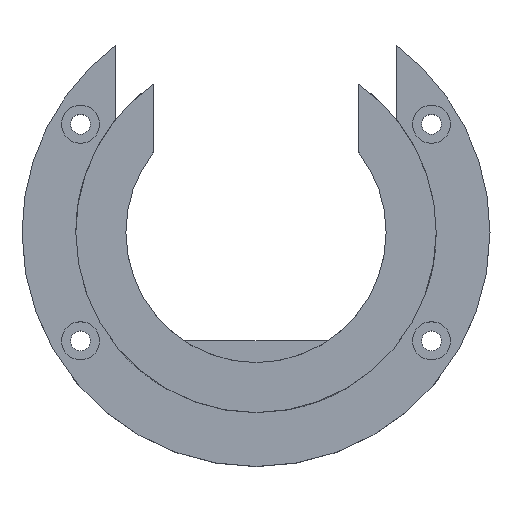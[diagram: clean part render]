
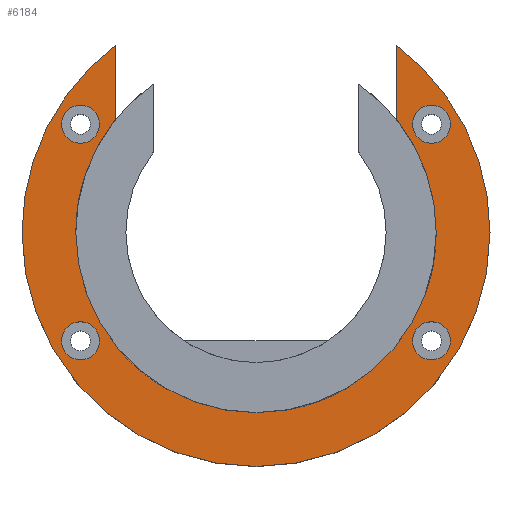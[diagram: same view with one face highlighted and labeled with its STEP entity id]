
A CAD part, top view. The second image highlights one B-rep face of the part: STEP entity #6184.
In plain terms, the highlighted planar face has unit normal (0, 0, 1).
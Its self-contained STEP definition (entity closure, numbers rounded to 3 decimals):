
#76 = EDGE_LOOP ( 'NONE', ( #5761, #4347 ) ) ;
#102 = EDGE_CURVE ( 'NONE', #3236, #5454, #3534, .T. ) ;
#116 = ORIENTED_EDGE ( 'NONE', *, *, #3222, .F. ) ;
#160 = CARTESIAN_POINT ( 'NONE',  ( 0., 0., 14.5 ) ) ;
#166 = DIRECTION ( 'NONE',  ( 1., 0., 0. ) ) ;
#174 = VERTEX_POINT ( 'NONE', #747 ) ;
#262 = DIRECTION ( 'NONE',  ( 1., 0., 0. ) ) ;
#558 = AXIS2_PLACEMENT_3D ( 'NONE', #2563, #6983, #2026 ) ;
#624 = ORIENTED_EDGE ( 'NONE', *, *, #7023, .T. ) ;
#641 = CARTESIAN_POINT ( 'NONE',  ( 30., -18.508, 14.5 ) ) ;
#673 = CARTESIAN_POINT ( 'NONE',  ( -26.75, -18.508, 14.5 ) ) ;
#676 = VERTEX_POINT ( 'NONE', #6572 ) ;
#747 = CARTESIAN_POINT ( 'NONE',  ( 24., 19.304, 14.5 ) ) ;
#794 = VERTEX_POINT ( 'NONE', #4387 ) ;
#862 = CIRCLE ( 'NONE', #5335, 30.8 ) ;
#880 = CARTESIAN_POINT ( 'NONE',  ( 26.75, 18.508, 14.5 ) ) ;
#881 = CARTESIAN_POINT ( 'NONE',  ( -30., 18.508, 14.5 ) ) ;
#890 = CIRCLE ( 'NONE', #5484, 3.25 ) ;
#940 = EDGE_CURVE ( 'NONE', #4396, #3701, #890, .T. ) ;
#954 = DIRECTION ( 'NONE',  ( 0., 0., 1. ) ) ;
#1003 = CIRCLE ( 'NONE', #5026, 3.25 ) ;
#1068 = DIRECTION ( 'NONE',  ( 1., 0., 0. ) ) ;
#1186 = LINE ( 'NONE', #6590, #6884 ) ;
#1253 = ORIENTED_EDGE ( 'NONE', *, *, #3706, .F. ) ;
#1296 = EDGE_LOOP ( 'NONE', ( #3144, #116 ) ) ;
#1483 = ORIENTED_EDGE ( 'NONE', *, *, #4063, .T. ) ;
#1496 = AXIS2_PLACEMENT_3D ( 'NONE', #2902, #3913, #6191 ) ;
#1542 = EDGE_CURVE ( 'NONE', #174, #676, #1186, .T. ) ;
#1576 = AXIS2_PLACEMENT_3D ( 'NONE', #6808, #3518, #6776 ) ;
#1606 = CARTESIAN_POINT ( 'NONE',  ( -40., 0., 14.5 ) ) ;
#1641 = CARTESIAN_POINT ( 'NONE',  ( -24., 32., 14.5 ) ) ;
#1656 = FACE_BOUND ( 'NONE', #4359, .T. ) ;
#1713 = DIRECTION ( 'NONE',  ( 1., 0., 0. ) ) ;
#1736 = VERTEX_POINT ( 'NONE', #1606 ) ;
#1849 = AXIS2_PLACEMENT_3D ( 'NONE', #1986, #954, #4087 ) ;
#1945 = CARTESIAN_POINT ( 'NONE',  ( 33.25, 18.508, 14.5 ) ) ;
#1960 = LINE ( 'NONE', #4161, #2843 ) ;
#1969 = VERTEX_POINT ( 'NONE', #1641 ) ;
#1986 = CARTESIAN_POINT ( 'NONE',  ( 30., 18.508, 14.5 ) ) ;
#1999 = CIRCLE ( 'NONE', #2811, 40. ) ;
#2026 = DIRECTION ( 'NONE',  ( 1., 0., 0. ) ) ;
#2185 = FACE_BOUND ( 'NONE', #1296, .T. ) ;
#2226 = CIRCLE ( 'NONE', #4653, 30.8 ) ;
#2239 = DIRECTION ( 'NONE',  ( 0., 0., 1. ) ) ;
#2245 = EDGE_CURVE ( 'NONE', #794, #6759, #2844, .T. ) ;
#2284 = EDGE_CURVE ( 'NONE', #7130, #5882, #5614, .T. ) ;
#2302 = ORIENTED_EDGE ( 'NONE', *, *, #4625, .F. ) ;
#2317 = DIRECTION ( 'NONE',  ( 0., 0., 1. ) ) ;
#2338 = ORIENTED_EDGE ( 'NONE', *, *, #7108, .T. ) ;
#2374 = EDGE_LOOP ( 'NONE', ( #4779, #5655 ) ) ;
#2389 = CARTESIAN_POINT ( 'NONE',  ( 0., 0., 14.5 ) ) ;
#2414 = CARTESIAN_POINT ( 'NONE',  ( -24., 19.304, 14.5 ) ) ;
#2517 = CARTESIAN_POINT ( 'NONE',  ( 40., 0., 14.5 ) ) ;
#2526 = CARTESIAN_POINT ( 'NONE',  ( 26.75, -18.508, 14.5 ) ) ;
#2563 = CARTESIAN_POINT ( 'NONE',  ( 0., 0., 14.5 ) ) ;
#2681 = EDGE_CURVE ( 'NONE', #5454, #3236, #4945, .T. ) ;
#2807 = AXIS2_PLACEMENT_3D ( 'NONE', #3320, #5515, #4466 ) ;
#2811 = AXIS2_PLACEMENT_3D ( 'NONE', #6661, #2317, #1713 ) ;
#2828 = DIRECTION ( 'NONE',  ( 0., 0., 1. ) ) ;
#2843 = VECTOR ( 'NONE', #5343, 1000. ) ;
#2844 = CIRCLE ( 'NONE', #1576, 30.8 ) ;
#2902 = CARTESIAN_POINT ( 'NONE',  ( 30., -18.508, 14.5 ) ) ;
#2934 = AXIS2_PLACEMENT_3D ( 'NONE', #641, #2828, #166 ) ;
#2935 = DIRECTION ( 'NONE',  ( 1., 0., 0. ) ) ;
#3002 = DIRECTION ( 'NONE',  ( 0., 0., 1. ) ) ;
#3059 = VERTEX_POINT ( 'NONE', #2517 ) ;
#3087 = CIRCLE ( 'NONE', #558, 40. ) ;
#3105 = CIRCLE ( 'NONE', #5397, 3.25 ) ;
#3144 = ORIENTED_EDGE ( 'NONE', *, *, #940, .F. ) ;
#3222 = EDGE_CURVE ( 'NONE', #3701, #4396, #3105, .T. ) ;
#3236 = VERTEX_POINT ( 'NONE', #880 ) ;
#3288 = VERTEX_POINT ( 'NONE', #4333 ) ;
#3300 = ORIENTED_EDGE ( 'NONE', *, *, #4714, .F. ) ;
#3320 = CARTESIAN_POINT ( 'NONE',  ( 0., 0., 14.5 ) ) ;
#3339 = CARTESIAN_POINT ( 'NONE',  ( -30.8, 0., 14.5 ) ) ;
#3345 = ORIENTED_EDGE ( 'NONE', *, *, #3573, .T. ) ;
#3511 = DIRECTION ( 'NONE',  ( 1., 0., 0. ) ) ;
#3518 = DIRECTION ( 'NONE',  ( 0., 0., -1. ) ) ;
#3534 = CIRCLE ( 'NONE', #3878, 3.25 ) ;
#3566 = DIRECTION ( 'NONE',  ( 1., 0., 0. ) ) ;
#3573 = EDGE_CURVE ( 'NONE', #1969, #1736, #3087, .T. ) ;
#3611 = DIRECTION ( 'NONE',  ( 1., 0., 0. ) ) ;
#3620 = AXIS2_PLACEMENT_3D ( 'NONE', #160, #4048, #2935 ) ;
#3701 = VERTEX_POINT ( 'NONE', #4699 ) ;
#3706 = EDGE_CURVE ( 'NONE', #1969, #4418, #1960, .T. ) ;
#3843 = DIRECTION ( 'NONE',  ( 0., 1., 0. ) ) ;
#3854 = PLANE ( 'NONE',  #2807 ) ;
#3878 = AXIS2_PLACEMENT_3D ( 'NONE', #3949, #2239, #4021 ) ;
#3886 = ORIENTED_EDGE ( 'NONE', *, *, #1542, .F. ) ;
#3913 = DIRECTION ( 'NONE',  ( 0., 0., 1. ) ) ;
#3949 = CARTESIAN_POINT ( 'NONE',  ( 30., 18.508, 14.5 ) ) ;
#3995 = VERTEX_POINT ( 'NONE', #5490 ) ;
#4021 = DIRECTION ( 'NONE',  ( 1., 0., 0. ) ) ;
#4048 = DIRECTION ( 'NONE',  ( 0., 0., 1. ) ) ;
#4063 = EDGE_CURVE ( 'NONE', #174, #794, #862, .T. ) ;
#4087 = DIRECTION ( 'NONE',  ( 1., 0., 0. ) ) ;
#4137 = CARTESIAN_POINT ( 'NONE',  ( -30., -18.508, 14.5 ) ) ;
#4161 = CARTESIAN_POINT ( 'NONE',  ( -24., 0., 14.5 ) ) ;
#4225 = DIRECTION ( 'NONE',  ( 0., 0., -1. ) ) ;
#4270 = EDGE_CURVE ( 'NONE', #1736, #3059, #5814, .T. ) ;
#4294 = DIRECTION ( 'NONE',  ( 0., 0., -1. ) ) ;
#4333 = CARTESIAN_POINT ( 'NONE',  ( -33.25, 18.508, 14.5 ) ) ;
#4347 = ORIENTED_EDGE ( 'NONE', *, *, #102, .F. ) ;
#4359 = EDGE_LOOP ( 'NONE', ( #2302, #3300 ) ) ;
#4370 = CARTESIAN_POINT ( 'NONE',  ( 0., 0., 14.5 ) ) ;
#4387 = CARTESIAN_POINT ( 'NONE',  ( 30.8, 0., 14.5 ) ) ;
#4396 = VERTEX_POINT ( 'NONE', #673 ) ;
#4418 = VERTEX_POINT ( 'NONE', #2414 ) ;
#4466 = DIRECTION ( 'NONE',  ( 1., 0., 0. ) ) ;
#4537 = DIRECTION ( 'NONE',  ( 0., 0., 1. ) ) ;
#4555 = CARTESIAN_POINT ( 'NONE',  ( -30., -18.508, 14.5 ) ) ;
#4625 = EDGE_CURVE ( 'NONE', #3995, #3288, #1003, .T. ) ;
#4653 = AXIS2_PLACEMENT_3D ( 'NONE', #2389, #4225, #6363 ) ;
#4690 = DIRECTION ( 'NONE',  ( 0., 0., 1. ) ) ;
#4699 = CARTESIAN_POINT ( 'NONE',  ( -33.25, -18.508, 14.5 ) ) ;
#4714 = EDGE_CURVE ( 'NONE', #3288, #3995, #6882, .T. ) ;
#4779 = ORIENTED_EDGE ( 'NONE', *, *, #7061, .F. ) ;
#4793 = ORIENTED_EDGE ( 'NONE', *, *, #4270, .T. ) ;
#4945 = CIRCLE ( 'NONE', #1849, 3.25 ) ;
#5026 = AXIS2_PLACEMENT_3D ( 'NONE', #881, #3002, #262 ) ;
#5335 = AXIS2_PLACEMENT_3D ( 'NONE', #4370, #4294, #1068 ) ;
#5343 = DIRECTION ( 'NONE',  ( 0., -1., 0. ) ) ;
#5397 = AXIS2_PLACEMENT_3D ( 'NONE', #4555, #6768, #3511 ) ;
#5454 = VERTEX_POINT ( 'NONE', #1945 ) ;
#5484 = AXIS2_PLACEMENT_3D ( 'NONE', #4137, #4537, #3566 ) ;
#5490 = CARTESIAN_POINT ( 'NONE',  ( -26.75, 18.508, 14.5 ) ) ;
#5515 = DIRECTION ( 'NONE',  ( 0., 0., 1. ) ) ;
#5551 = FACE_BOUND ( 'NONE', #76, .T. ) ;
#5614 = CIRCLE ( 'NONE', #1496, 3.25 ) ;
#5655 = ORIENTED_EDGE ( 'NONE', *, *, #2284, .F. ) ;
#5702 = CIRCLE ( 'NONE', #2934, 3.25 ) ;
#5761 = ORIENTED_EDGE ( 'NONE', *, *, #2681, .F. ) ;
#5814 = CIRCLE ( 'NONE', #3620, 40. ) ;
#5882 = VERTEX_POINT ( 'NONE', #6387 ) ;
#6062 = FACE_OUTER_BOUND ( 'NONE', #6298, .T. ) ;
#6184 = ADVANCED_FACE ( 'NONE', ( #2185, #6601, #5551, #1656, #6062 ), #3854, .T. ) ;
#6191 = DIRECTION ( 'NONE',  ( 1., 0., 0. ) ) ;
#6298 = EDGE_LOOP ( 'NONE', ( #3886, #1483, #6618, #2338, #1253, #3345, #4793, #624 ) ) ;
#6322 = CARTESIAN_POINT ( 'NONE',  ( -30., 18.508, 14.5 ) ) ;
#6363 = DIRECTION ( 'NONE',  ( 1., 0., 0. ) ) ;
#6387 = CARTESIAN_POINT ( 'NONE',  ( 33.25, -18.508, 14.5 ) ) ;
#6572 = CARTESIAN_POINT ( 'NONE',  ( 24., 32., 14.5 ) ) ;
#6590 = CARTESIAN_POINT ( 'NONE',  ( 24., 0., 14.5 ) ) ;
#6601 = FACE_BOUND ( 'NONE', #2374, .T. ) ;
#6618 = ORIENTED_EDGE ( 'NONE', *, *, #2245, .T. ) ;
#6661 = CARTESIAN_POINT ( 'NONE',  ( 0., 0., 14.5 ) ) ;
#6759 = VERTEX_POINT ( 'NONE', #3339 ) ;
#6768 = DIRECTION ( 'NONE',  ( 0., 0., 1. ) ) ;
#6776 = DIRECTION ( 'NONE',  ( 1., 0., 0. ) ) ;
#6779 = AXIS2_PLACEMENT_3D ( 'NONE', #6322, #4690, #3611 ) ;
#6808 = CARTESIAN_POINT ( 'NONE',  ( 0., 0., 14.5 ) ) ;
#6882 = CIRCLE ( 'NONE', #6779, 3.25 ) ;
#6884 = VECTOR ( 'NONE', #3843, 1000. ) ;
#6983 = DIRECTION ( 'NONE',  ( 0., 0., 1. ) ) ;
#7023 = EDGE_CURVE ( 'NONE', #3059, #676, #1999, .T. ) ;
#7061 = EDGE_CURVE ( 'NONE', #5882, #7130, #5702, .T. ) ;
#7108 = EDGE_CURVE ( 'NONE', #6759, #4418, #2226, .T. ) ;
#7130 = VERTEX_POINT ( 'NONE', #2526 ) ;
